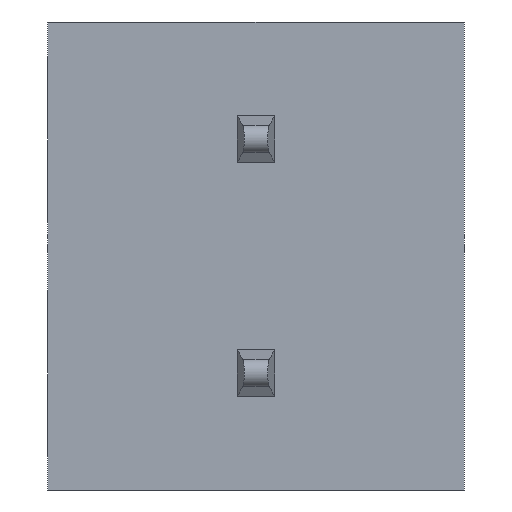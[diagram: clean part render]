
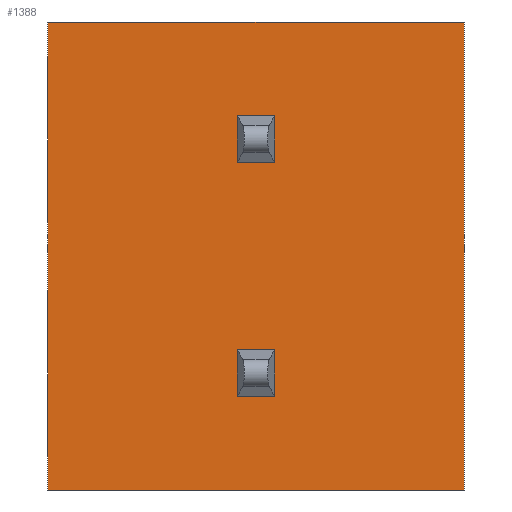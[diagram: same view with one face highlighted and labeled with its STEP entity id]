
A CAD part, front view. The second image highlights one B-rep face of the part: STEP entity #1388.
In plain terms, the highlighted planar face has unit normal (0, -1, 0).
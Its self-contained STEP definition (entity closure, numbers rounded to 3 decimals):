
#59=DIRECTION('',(-1.,0.,0.));
#60=VECTOR('',#59,8.9);
#61=CARTESIAN_POINT('',(4.45,-7.25,7.5));
#62=LINE('',#61,#60);
#108=DIRECTION('',(0.,0.,1.));
#109=VECTOR('',#108,10.);
#110=CARTESIAN_POINT('',(-4.45,-7.25,-2.5));
#111=LINE('',#110,#109);
#112=DIRECTION('',(1.,0.,0.));
#113=VECTOR('',#112,0.8);
#114=CARTESIAN_POINT('',(-0.4,-7.25,-0.5));
#115=LINE('',#114,#113);
#116=DIRECTION('',(0.,0.,1.));
#117=VECTOR('',#116,1.);
#118=CARTESIAN_POINT('',(0.4,-7.25,-0.5));
#119=LINE('',#118,#117);
#120=DIRECTION('',(1.,0.,0.));
#121=VECTOR('',#120,0.8);
#122=CARTESIAN_POINT('',(-0.4,-7.25,0.5));
#123=LINE('',#122,#121);
#124=DIRECTION('',(0.,0.,1.));
#125=VECTOR('',#124,1.);
#126=CARTESIAN_POINT('',(-0.4,-7.25,-0.5));
#127=LINE('',#126,#125);
#128=DIRECTION('',(1.,0.,0.));
#129=VECTOR('',#128,0.8);
#130=CARTESIAN_POINT('',(-0.4,-7.25,4.5));
#131=LINE('',#130,#129);
#132=DIRECTION('',(0.,0.,1.));
#133=VECTOR('',#132,1.);
#134=CARTESIAN_POINT('',(0.4,-7.25,4.5));
#135=LINE('',#134,#133);
#136=DIRECTION('',(1.,0.,0.));
#137=VECTOR('',#136,0.8);
#138=CARTESIAN_POINT('',(-0.4,-7.25,5.5));
#139=LINE('',#138,#137);
#140=DIRECTION('',(0.,0.,1.));
#141=VECTOR('',#140,1.);
#142=CARTESIAN_POINT('',(-0.4,-7.25,4.5));
#143=LINE('',#142,#141);
#144=DIRECTION('',(0.,0.,1.));
#145=VECTOR('',#144,10.);
#146=CARTESIAN_POINT('',(4.45,-7.25,-2.5));
#147=LINE('',#146,#145);
#209=DIRECTION('',(-1.,0.,0.));
#210=VECTOR('',#209,8.9);
#211=CARTESIAN_POINT('',(4.45,-7.25,-2.5));
#212=LINE('',#211,#210);
#1008=CARTESIAN_POINT('',(-4.45,-7.25,7.5));
#1009=VERTEX_POINT('',#1008);
#1010=CARTESIAN_POINT('',(4.45,-7.25,7.5));
#1011=VERTEX_POINT('',#1010);
#1032=CARTESIAN_POINT('',(-4.45,-7.25,-2.5));
#1033=VERTEX_POINT('',#1032);
#1034=CARTESIAN_POINT('',(4.45,-7.25,-2.5));
#1035=VERTEX_POINT('',#1034);
#1126=CARTESIAN_POINT('',(-0.4,-7.25,-0.5));
#1127=CARTESIAN_POINT('',(0.4,-7.25,-0.5));
#1128=VERTEX_POINT('',#1126);
#1129=VERTEX_POINT('',#1127);
#1130=CARTESIAN_POINT('',(-0.4,-7.25,0.5));
#1131=CARTESIAN_POINT('',(0.4,-7.25,0.5));
#1132=VERTEX_POINT('',#1130);
#1133=VERTEX_POINT('',#1131);
#1225=CARTESIAN_POINT('',(-0.4,-7.25,4.5));
#1226=CARTESIAN_POINT('',(0.4,-7.25,4.5));
#1227=VERTEX_POINT('',#1225);
#1228=VERTEX_POINT('',#1226);
#1229=CARTESIAN_POINT('',(-0.4,-7.25,5.5));
#1230=CARTESIAN_POINT('',(0.4,-7.25,5.5));
#1231=VERTEX_POINT('',#1229);
#1232=VERTEX_POINT('',#1230);
#1355=CARTESIAN_POINT('',(-4.45,-7.25,7.5));
#1356=DIRECTION('',(0.,-1.,0.));
#1357=DIRECTION('',(1.,0.,0.));
#1358=AXIS2_PLACEMENT_3D('',#1355,#1356,#1357);
#1359=PLANE('',#1358);
#1360=ORIENTED_EDGE('',*,*,#1267,.F.);
#1362=ORIENTED_EDGE('',*,*,#1361,.F.);
#1364=ORIENTED_EDGE('',*,*,#1363,.T.);
#1365=ORIENTED_EDGE('',*,*,#1327,.T.);
#1366=EDGE_LOOP('',(#1360,#1362,#1364,#1365));
#1367=FACE_OUTER_BOUND('',#1366,.F.);
#1369=ORIENTED_EDGE('',*,*,#1368,.T.);
#1371=ORIENTED_EDGE('',*,*,#1370,.T.);
#1373=ORIENTED_EDGE('',*,*,#1372,.F.);
#1375=ORIENTED_EDGE('',*,*,#1374,.F.);
#1376=EDGE_LOOP('',(#1369,#1371,#1373,#1375));
#1377=FACE_BOUND('',#1376,.F.);
#1379=ORIENTED_EDGE('',*,*,#1378,.T.);
#1381=ORIENTED_EDGE('',*,*,#1380,.T.);
#1383=ORIENTED_EDGE('',*,*,#1382,.F.);
#1385=ORIENTED_EDGE('',*,*,#1384,.F.);
#1386=EDGE_LOOP('',(#1379,#1381,#1383,#1385));
#1387=FACE_BOUND('',#1386,.F.);
#1267=EDGE_CURVE('',#1011,#1009,#62,.T.);
#1327=EDGE_CURVE('',#1033,#1009,#111,.T.);
#1361=EDGE_CURVE('',#1035,#1011,#147,.T.);
#1363=EDGE_CURVE('',#1035,#1033,#212,.T.);
#1368=EDGE_CURVE('',#1128,#1129,#115,.T.);
#1370=EDGE_CURVE('',#1129,#1133,#119,.T.);
#1372=EDGE_CURVE('',#1132,#1133,#123,.T.);
#1374=EDGE_CURVE('',#1128,#1132,#127,.T.);
#1378=EDGE_CURVE('',#1227,#1228,#131,.T.);
#1380=EDGE_CURVE('',#1228,#1232,#135,.T.);
#1382=EDGE_CURVE('',#1231,#1232,#139,.T.);
#1384=EDGE_CURVE('',#1227,#1231,#143,.T.);
#1388=ADVANCED_FACE('',(#1367,#1377,#1387),#1359,.T.);
